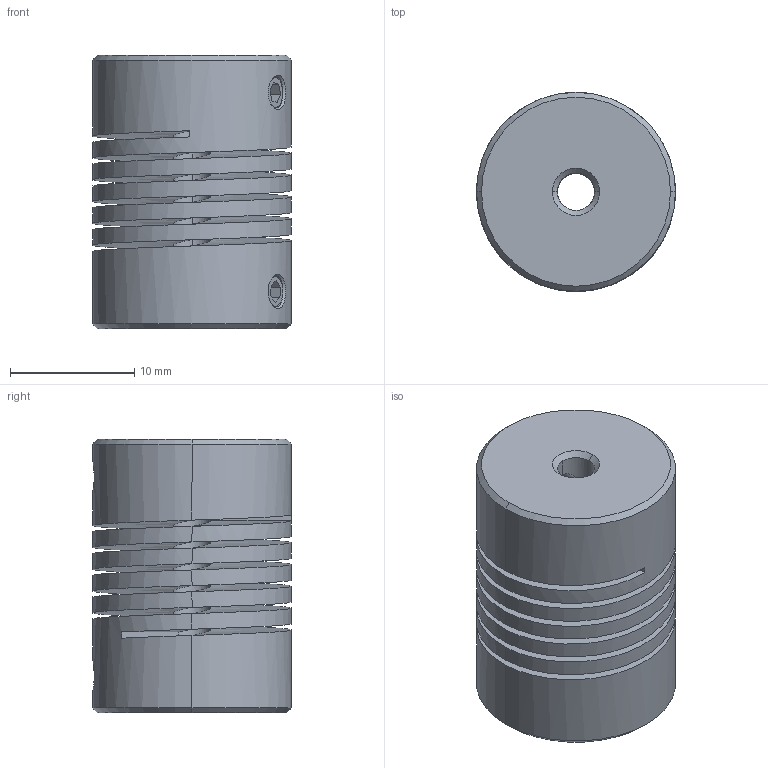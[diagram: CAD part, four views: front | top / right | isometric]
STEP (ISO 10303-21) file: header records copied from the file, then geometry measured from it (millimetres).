
FILE_DESCRIPTION(('STEP AP214'),'1');
FILE_NAME('wkas16220303.stp','2017-10-10T16:06:08',('TraceParts'),('TraceParts S.A.'),'Spatial InterOp 3D',' ',' ');
FILE_SCHEMA(('automotive_design'));
Length unit declared in the file: millimetre
Products named in the file (1): wkas16220303
Bounding box: 16 x 16 x 22 mm (x, y, z)
Volume: 3683.8 mm3; surface area: 3726.8 mm2
Topology: 1 solids, 1 shells, 145 faces, 399 edges, 248 vertices
Faces by surface type: plane 54, cone 40, cylinder 39, bspline 12
Entity records: 37722 total; most frequent: CARTESIAN_POINT 34283, ORIENTED_EDGE 766, DIRECTION 635, EDGE_CURVE 383, VERTEX_POINT 248, AXIS2_PLACEMENT_3D 234, LINE 167, VECTOR 167
